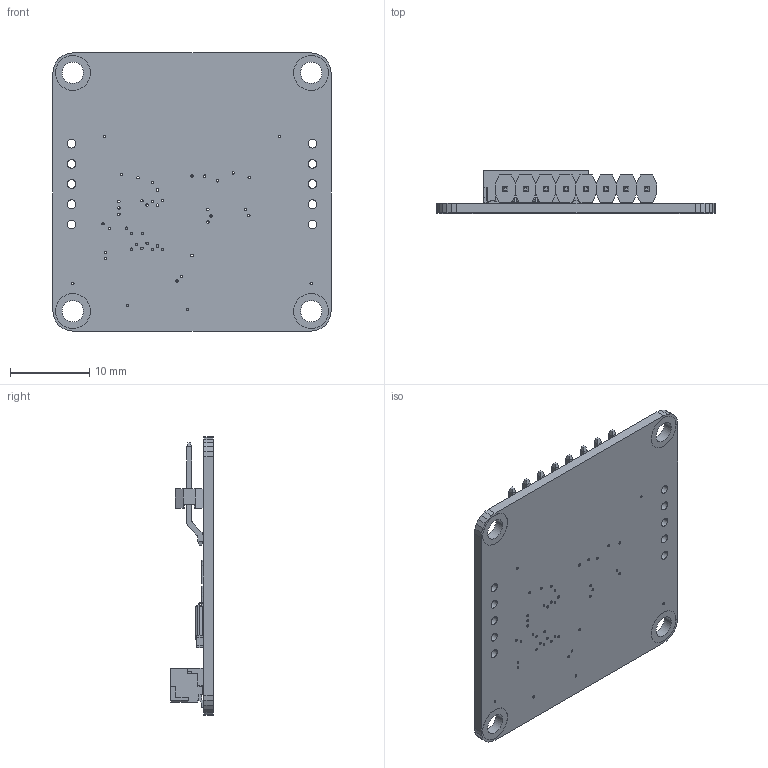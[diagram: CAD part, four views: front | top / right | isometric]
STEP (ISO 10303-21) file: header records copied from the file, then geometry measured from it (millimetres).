
FILE_DESCRIPTION (( 'STEP AP214' ), '1' );
FILE_NAME ('NSE-1142-1.step', '2020-11-24T22:43:47', ( '' ), ( '' ), 'SwSTEP 2.0', 'SolidWorks 2016', '' );
FILE_SCHEMA (( 'AUTOMOTIVE_DESIGN' ));
Length unit declared in the file: millimetre
Products named in the file (8): Board_NSE-1142-1; rescax-8_1x2x0.5; cap_0603; tssop-16; Assem2^NSE-1142-1; hdr-1x8sh_2.54_20x13; CON-1012-8; NSE-1142-1
Assembly tree (10 placements, depth 3):
  NSE-1142-1
    Assem2^NSE-1142-1
      Board_NSE-1142-1
      cap_0603
      hdr-1x8sh_2.54_20x13
      rescax-8_1x2x0.5  x4
      tssop-16
      CON-1012-8
Bounding box: 35 x 5.41 x 35 mm (x, y, z)
Volume: 1754.9 mm3; surface area: 3848.8 mm2
Topology: 32 solids, 32 shells, 1565 faces, 4095 edges, 2615 vertices
Faces by surface type: plane 1327, cylinder 190, bspline 48
Entity records: 46206 total; most frequent: CARTESIAN_POINT 7491, ORIENTED_EDGE 6110, DIRECTION 5493, EDGE_CURVE 3055, VECTOR 2523, LINE 2523, VERTEX_POINT 1979, AXIS2_PLACEMENT_3D 1485
